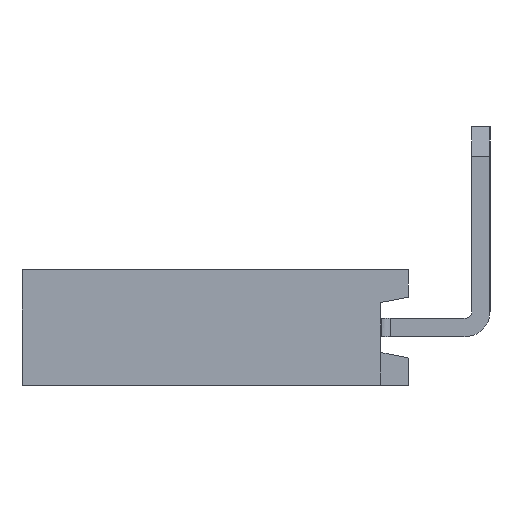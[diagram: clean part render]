
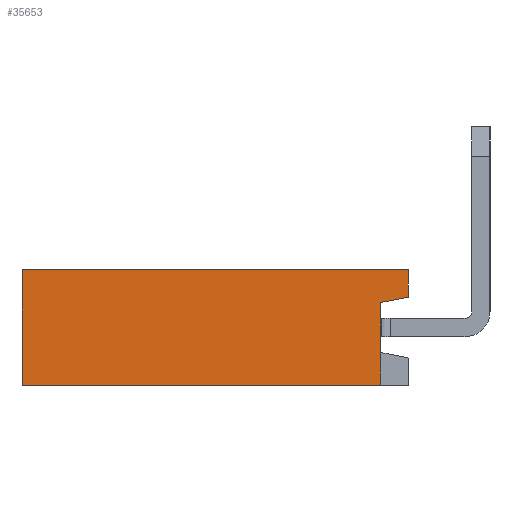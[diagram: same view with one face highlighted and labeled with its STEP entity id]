
A CAD part, left-side view. The second image highlights one B-rep face of the part: STEP entity #35653.
In plain terms, the highlighted planar face has unit normal (-1, 0, 0).
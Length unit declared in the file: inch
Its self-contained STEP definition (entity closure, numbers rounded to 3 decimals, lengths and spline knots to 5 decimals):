
#658 = CARTESIAN_POINT ( 'NONE',  ( 0., -0.00669, 0. ) ) ;
#943 = CARTESIAN_POINT ( 'NONE',  ( 0., 0.02362, -0.204 ) ) ;
#1365 = EDGE_CURVE ( 'NONE', #1803, #9483, #38749, .T. ) ;
#1756 = VERTEX_POINT ( 'NONE', #9219 ) ;
#1803 = VERTEX_POINT ( 'NONE', #6394 ) ;
#2369 = VECTOR ( 'NONE', #29997, 39.37008 ) ;
#2539 = ORIENTED_EDGE ( 'NONE', *, *, #25451, .T. ) ;
#2990 = ORIENTED_EDGE ( 'NONE', *, *, #25014, .T. ) ;
#3411 = CARTESIAN_POINT ( 'NONE',  ( 0., 0.02362, -0.07165 ) ) ;
#3642 = VERTEX_POINT ( 'NONE', #35308 ) ;
#3723 = VECTOR ( 'NONE', #25193, 39.37008 ) ;
#3785 = ORIENTED_EDGE ( 'NONE', *, *, #29289, .T. ) ;
#5732 = B_SPLINE_CURVE_WITH_KNOTS ( 'NONE', 3,
 ( #19461, #32334, #22661, #3411 ),
 .UNSPECIFIED., .F., .F.,
 ( 4, 4 ),
 ( 0., 1. ),
 .UNSPECIFIED. ) ;
#6394 = CARTESIAN_POINT ( 'NONE',  ( 0., 0., 0. ) ) ;
#6696 = VERTEX_POINT ( 'NONE', #12455 ) ;
#7324 = CARTESIAN_POINT ( 'NONE',  ( 0., -0.00669, -0.204 ) ) ;
#7482 = CARTESIAN_POINT ( 'NONE',  ( 0., 0.33465, 0.004 ) ) ;
#9178 = DIRECTION ( 'NONE',  ( 0., 1., 0. ) ) ;
#9219 = CARTESIAN_POINT ( 'NONE',  ( 0., 0.02362, -0.07165 ) ) ;
#9298 = LINE ( 'NONE', #9643, #31990 ) ;
#9483 = VERTEX_POINT ( 'NONE', #12512 ) ;
#9643 = CARTESIAN_POINT ( 'NONE',  ( 0., 0.02362, -0.1 ) ) ;
#9724 = AXIS2_PLACEMENT_3D ( 'NONE', #7324, #39406, #36399 ) ;
#10512 = CARTESIAN_POINT ( 'NONE',  ( 0., 0.02573, -0.02877 ) ) ;
#11457 = EDGE_LOOP ( 'NONE', ( #33649, #21789, #41575, #2539, #35858, #2990, #3785 ) ) ;
#12455 = CARTESIAN_POINT ( 'NONE',  ( 0., 0.02362, -0.1 ) ) ;
#12512 = CARTESIAN_POINT ( 'NONE',  ( 0., 0.33465, 0. ) ) ;
#12906 = VECTOR ( 'NONE', #9178, 39.37008 ) ;
#14718 = VERTEX_POINT ( 'NONE', #34791 ) ;
#16969 = DIRECTION ( 'NONE',  ( 0., -0.981, 0.196 ) ) ;
#18331 = EDGE_CURVE ( 'NONE', #6696, #14718, #9298, .T. ) ;
#19331 = DIRECTION ( 'NONE',  ( 0., 1., 0. ) ) ;
#19461 = CARTESIAN_POINT ( 'NONE',  ( 0., 0.02362, -0.1 ) ) ;
#20852 = LINE ( 'NONE', #21937, #3723 ) ;
#21369 = VECTOR ( 'NONE', #16969, 39.37008 ) ;
#21789 = ORIENTED_EDGE ( 'NONE', *, *, #36917, .F. ) ;
#21937 = CARTESIAN_POINT ( 'NONE',  ( 0., 0., 0.004 ) ) ;
#22661 = CARTESIAN_POINT ( 'NONE',  ( 0., 0.02362, -0.0811 ) ) ;
#25014 = EDGE_CURVE ( 'NONE', #40186, #3642, #31028, .T. ) ;
#25193 = DIRECTION ( 'NONE',  ( 0., 0., 1. ) ) ;
#25451 = EDGE_CURVE ( 'NONE', #6696, #1756, #5732, .T. ) ;
#29289 = EDGE_CURVE ( 'NONE', #3642, #1803, #20852, .T. ) ;
#29997 = DIRECTION ( 'NONE',  ( 0., 0., 1. ) ) ;
#31028 = LINE ( 'NONE', #10512, #21369 ) ;
#31990 = VECTOR ( 'NONE', #19331, 39.37008 ) ;
#32334 = CARTESIAN_POINT ( 'NONE',  ( 0., 0.02362, -0.09055 ) ) ;
#33116 = PLANE ( 'NONE',  #9724 ) ;
#33273 = DIRECTION ( 'NONE',  ( 0., 0., 1. ) ) ;
#33649 = ORIENTED_EDGE ( 'NONE', *, *, #1365, .T. ) ;
#34047 = LINE ( 'NONE', #943, #41666 ) ;
#34688 = LINE ( 'NONE', #7482, #2369 ) ;
#34791 = CARTESIAN_POINT ( 'NONE',  ( 0., 0.33465, -0.1 ) ) ;
#35308 = CARTESIAN_POINT ( 'NONE',  ( 0., 0., -0.02362 ) ) ;
#35653 = ADVANCED_FACE ( 'NONE', ( #36347 ), #33116, .T. ) ;
#35858 = ORIENTED_EDGE ( 'NONE', *, *, #38538, .T. ) ;
#35978 = CARTESIAN_POINT ( 'NONE',  ( 0., 0.02362, -0.02835 ) ) ;
#36347 = FACE_OUTER_BOUND ( 'NONE', #11457, .T. ) ;
#36399 = DIRECTION ( 'NONE',  ( 0., 0., 1. ) ) ;
#36917 = EDGE_CURVE ( 'NONE', #14718, #9483, #34688, .T. ) ;
#38538 = EDGE_CURVE ( 'NONE', #1756, #40186, #34047, .T. ) ;
#38749 = LINE ( 'NONE', #658, #12906 ) ;
#39406 = DIRECTION ( 'NONE',  ( -1., 0., 0. ) ) ;
#40186 = VERTEX_POINT ( 'NONE', #35978 ) ;
#41575 = ORIENTED_EDGE ( 'NONE', *, *, #18331, .F. ) ;
#41666 = VECTOR ( 'NONE', #33273, 39.37008 ) ;
